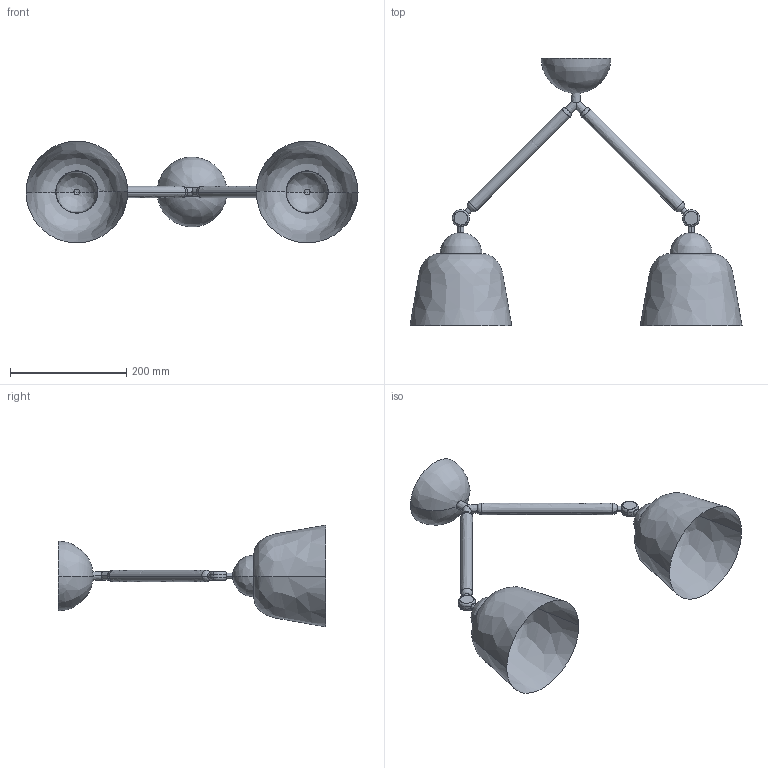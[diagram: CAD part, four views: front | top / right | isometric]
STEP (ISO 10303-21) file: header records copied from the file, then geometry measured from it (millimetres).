
FILE_DESCRIPTION(/* description */ (''),/* implementation_level */ '2;1');
FILE_NAME(/* name */ '174421~4',/* time_stamp */ '2020-10-21T11:40:13+02:00',/* author */ (''),/* organization */ (''),/* preprocessor_version */ 'ST-DEVELOPER v15',/* originating_system */ '',/* authorisation */ '');
FILE_SCHEMA (('AUTOMOTIVE_DESIGN'));
Length unit declared in the file: millimetre
Products named in the file (1): Document
Bounding box: 570.98 x 459.82 x 174.95 mm (x, y, z)
Volume: 169648 mm3; surface area: 208334.4 mm2
Topology: 4 solids, 18 shells, 58 faces, 172 edges, 115 vertices
Faces by surface type: bspline 54, plane 4
Entity records: 3013 total; most frequent: CARTESIAN_POINT 2088, ORIENTED_EDGE 236, EDGE_CURVE 158, VERTEX_POINT 115, ADVANCED_FACE 58, FACE_OUTER_BOUND 58, EDGE_LOOP 58, B_SPLINE_CURVE_WITH_KNOTS 52
